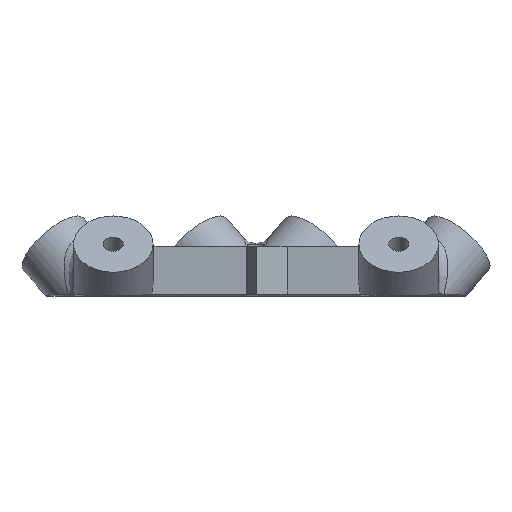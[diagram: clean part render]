
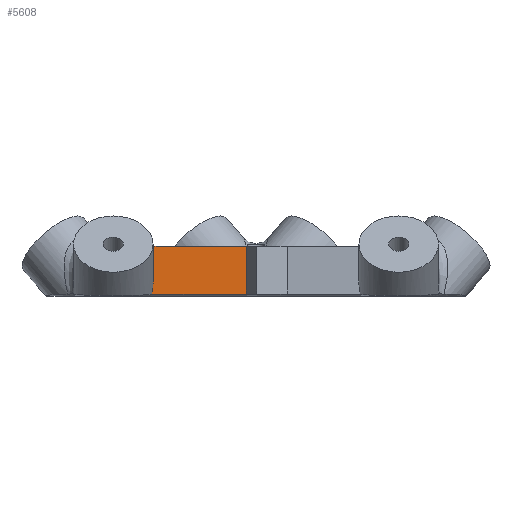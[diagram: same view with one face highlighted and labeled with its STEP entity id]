
A CAD part, front view. The second image highlights one B-rep face of the part: STEP entity #5608.
In plain terms, the highlighted planar face has unit normal (0, -1, 0).
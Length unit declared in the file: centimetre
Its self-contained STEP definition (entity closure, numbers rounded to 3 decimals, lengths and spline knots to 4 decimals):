
#231=PLANE('',#5950);
#315=VECTOR('',#6095,1.);
#918=VECTOR('',#6950,1.);
#921=VECTOR('',#6956,1.);
#1012=LINE('',#8033,#315);
#1615=LINE('',#11172,#918);
#1618=LINE('',#11450,#921);
#1719=ELLIPSE('',#5733,0.8485,0.6);
#1804=VERTEX_POINT('',#8032);
#1805=VERTEX_POINT('',#8034);
#1895=VERTEX_POINT('',#8394);
#1898=VERTEX_POINT('',#8527);
#2230=VERTEX_POINT('',#11165);
#2281=B_SPLINE_CURVE_WITH_KNOTS('',3,(#8386,#8387,#8388,#8389,#8390,#8391,
#8392,#8393),.UNSPECIFIED.,.F.,.U.,(4,2,2,4),(0.,0.1048,0.1953,
0.2911),.UNSPECIFIED.);
#2331=EDGE_CURVE('',#1805,#1804,#1012,.T.);
#2425=EDGE_CURVE('',#1895,#1804,#2281,.T.);
#2430=EDGE_CURVE('',#1898,#1895,#1719,.T.);
#2978=EDGE_CURVE('',#2230,#1898,#1615,.T.);
#2981=EDGE_CURVE('',#2230,#1805,#1618,.T.);
#4262=ORIENTED_EDGE('',*,*,#2978,.F.);
#4263=ORIENTED_EDGE('',*,*,#2981,.T.);
#4264=ORIENTED_EDGE('',*,*,#2331,.T.);
#4265=ORIENTED_EDGE('',*,*,#2425,.F.);
#4266=ORIENTED_EDGE('',*,*,#2430,.F.);
#4910=EDGE_LOOP('',(#4262,#4263,#4264,#4265,#4266));
#5270=FACE_BOUND('',#4910,.T.);
#5608=ADVANCED_FACE('',(#5270),#231,.T.);
#5733=AXIS2_PLACEMENT_3D('',#8526,#6201,#6202);
#5950=AXIS2_PLACEMENT_3D('',#11449,#6955,$);
#6095=DIRECTION('',(-1.,0.,0.));
#6201=DIRECTION('',(0.,-1.,0.));
#6202=DIRECTION('',(0.,0.,-0.849));
#6950=DIRECTION('',(-1.,0.,0.));
#6955=DIRECTION('',(0.,-1.,0.));
#6956=DIRECTION('',(0.,0.,1.));
#8032=CARTESIAN_POINT('',(-1.4857,-1.75,0.75));
#8033=CARTESIAN_POINT('',(-0.1443,-1.75,0.75));
#8034=CARTESIAN_POINT('',(-0.1443,-1.75,0.75));
#8386=CARTESIAN_POINT('',(-1.7409,-1.75,0.8707));
#8387=CARTESIAN_POINT('',(-1.7198,-1.75,0.8429));
#8388=CARTESIAN_POINT('',(-1.693,-1.75,0.8193));
#8389=CARTESIAN_POINT('',(-1.6377,-1.75,0.7847));
#8390=CARTESIAN_POINT('',(-1.6097,-1.75,0.7723));
#8391=CARTESIAN_POINT('',(-1.5499,-1.75,0.7547));
#8392=CARTESIAN_POINT('',(-1.5178,-1.75,0.75));
#8393=CARTESIAN_POINT('',(-1.4857,-1.75,0.75));
#8394=CARTESIAN_POINT('',(-1.7409,-1.75,0.8707));
#8526=CARTESIAN_POINT('',(-2.15,-1.75,0.25));
#8527=CARTESIAN_POINT('',(-1.5705,-1.75,0.03));
#11165=CARTESIAN_POINT('',(-0.1443,-1.75,0.03));
#11172=CARTESIAN_POINT('',(-0.603,-1.75,0.03));
#11449=CARTESIAN_POINT('',(-1.0825,-1.75,0.));
#11450=CARTESIAN_POINT('',(-0.1443,-1.75,0.));
